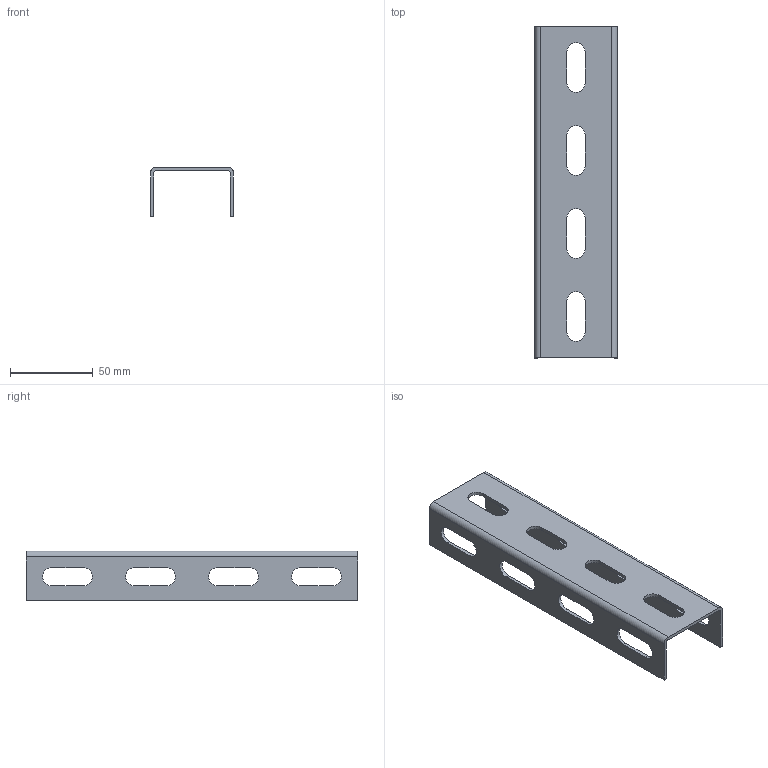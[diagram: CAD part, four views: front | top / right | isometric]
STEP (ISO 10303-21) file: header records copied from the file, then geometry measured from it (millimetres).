
FILE_DESCRIPTION((''),'2;1');
FILE_NAME('6342302','2012-07-24T',('AndreasKeweloh'),(''),'PRO/ENGINEER BY PARAMETRIC TECHNOLOGY CORPORATION, 2012130','PRO/ENGINEER BY PARAMETRIC TECHNOLOGY CORPORATION, 2012130','');
FILE_SCHEMA(('CONFIG_CONTROL_DESIGN'));
Length unit declared in the file: millimetre
Products named in the file (1): 6342302
Bounding box: 50 x 200 x 30 mm (x, y, z)
Volume: 34244.8 mm3; surface area: 37201.6 mm2
Topology: 1 solids, 1 shells, 62 faces, 180 edges, 120 vertices
Faces by surface type: plane 34, cylinder 28
Entity records: 2146 total; most frequent: CARTESIAN_POINT 362, DIRECTION 360, ORIENTED_EDGE 360, EDGE_CURVE 180, VECTOR 124, LINE 124, VERTEX_POINT 120, AXIS2_PLACEMENT_3D 118
